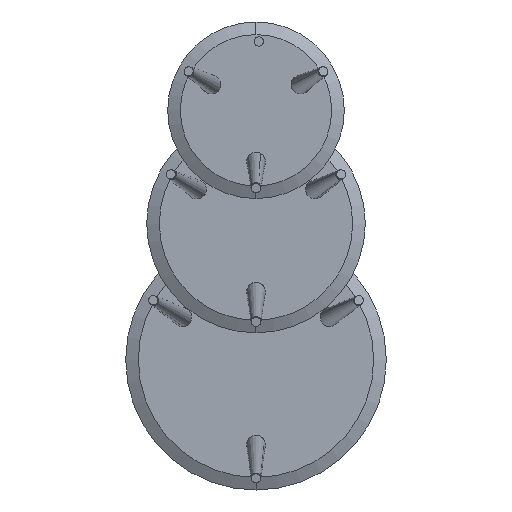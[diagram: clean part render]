
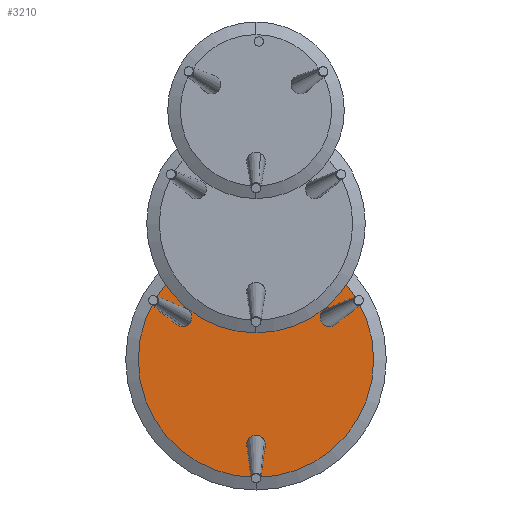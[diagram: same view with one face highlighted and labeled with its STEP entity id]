
A CAD part, front view. The second image highlights one B-rep face of the part: STEP entity #3210.
In plain terms, the highlighted planar face has unit normal (0, -1, 0).
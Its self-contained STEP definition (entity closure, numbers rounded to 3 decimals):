
#1869 = VERTEX_POINT ( 'NONE', #84555 ) ;
#2055 =( BOUNDED_CURVE ( )  B_SPLINE_CURVE ( 3, ( #72182, #130729, #128917, #17176 ),
 .UNSPECIFIED., .F., .F. ) 
 B_SPLINE_CURVE_WITH_KNOTS ( ( 4, 4 ),
 ( 0.517, 3.659 ),
 .UNSPECIFIED. ) 
 CURVE ( )  GEOMETRIC_REPRESENTATION_ITEM ( )  RATIONAL_B_SPLINE_CURVE ( ( 1., 0.333, 0.333, 1. ) ) 
 REPRESENTATION_ITEM ( '' )  );
#3210 = ADVANCED_FACE ( 'NONE', ( #90526, #19339, #63468, #118432 ), #104937, .F. ) ;
#5684 = EDGE_CURVE ( 'NONE', #113234, #45726, #55236, .T. ) ;
#8339 = VERTEX_POINT ( 'NONE', #128754 ) ;
#9341 = DIRECTION ( 'NONE',  ( 0., 0., -1. ) ) ;
#10792 = CARTESIAN_POINT ( 'NONE',  ( 45., 455., -225.694 ) ) ;
#14098 = DIRECTION ( 'NONE',  ( 0., -1., 0. ) ) ;
#17176 = CARTESIAN_POINT ( 'NONE',  ( -198.432, 455., 101.723 ) ) ;
#17612 = ORIENTED_EDGE ( 'NONE', *, *, #88885, .F. ) ;
#19339 = FACE_OUTER_BOUND ( 'NONE', #153820, .T. ) ;
#23037 = CARTESIAN_POINT ( 'NONE',  ( 0., 455., 280. ) ) ;
#26479 = CARTESIAN_POINT ( 'NONE',  ( 153.924, 455., 93.396 ) ) ;
#27317 = AXIS2_PLACEMENT_3D ( 'NONE', #159903, #91410, #9341 ) ;
#27650 = CARTESIAN_POINT ( 'NONE',  ( 0., 455., 0. ) ) ;
#38527 = CARTESIAN_POINT ( 'NONE',  ( 198.432, 455., 101.723 ) ) ;
#38638 = CARTESIAN_POINT ( 'NONE',  ( 152.91, 455., 101.124 ) ) ;
#39116 = CARTESIAN_POINT ( 'NONE',  ( 152.91, 455., 97.188 ) ) ;
#39553 = CARTESIAN_POINT ( 'NONE',  ( 198.432, 455., 101.723 ) ) ;
#41206 = CARTESIAN_POINT ( 'NONE',  ( 0., 455., 0. ) ) ;
#44370 = VERTEX_POINT ( 'NONE', #72590 ) ;
#45726 = VERTEX_POINT ( 'NONE', #52512 ) ;
#49556 = ORIENTED_EDGE ( 'NONE', *, *, #171320, .F. ) ;
#52512 = CARTESIAN_POINT ( 'NONE',  ( 0., 455., -225.694 ) ) ;
#55236 =( BOUNDED_CURVE ( )  B_SPLINE_CURVE ( 3, ( #56012, #83058, #167729, #127142 ),
 .UNSPECIFIED., .F., .F. ) 
 B_SPLINE_CURVE_WITH_KNOTS ( ( 4, 4 ),
 ( 0., 3.142 ),
 .UNSPECIFIED. ) 
 CURVE ( )  GEOMETRIC_REPRESENTATION_ITEM ( )  RATIONAL_B_SPLINE_CURVE ( ( 1., 0.333, 0.333, 1. ) ) 
 REPRESENTATION_ITEM ( '' )  );
#55851 = CARTESIAN_POINT ( 'NONE',  ( 45., 455., -180. ) ) ;
#56012 = CARTESIAN_POINT ( 'NONE',  ( 0., 455., -180. ) ) ;
#57865 = ORIENTED_EDGE ( 'NONE', *, *, #165669, .F. ) ;
#59143 = CARTESIAN_POINT ( 'NONE',  ( -170.278, 455., 65.07 ) ) ;
#63319 = CARTESIAN_POINT ( 'NONE',  ( -155.885, 455., 90. ) ) ;
#63468 = FACE_BOUND ( 'NONE', #153413, .T. ) ;
#66526 = AXIS2_PLACEMENT_3D ( 'NONE', #41206, #138546, #113228 ) ;
#66696 = CARTESIAN_POINT ( 'NONE',  ( 0., 455., -225.694 ) ) ;
#68682 = VERTEX_POINT ( 'NONE', #38638 ) ;
#69267 = CARTESIAN_POINT ( 'NONE',  ( 152.91, 455., 146.295 ) ) ;
#69347 = CARTESIAN_POINT ( 'NONE',  ( 0., 455., -180. ) ) ;
#72182 = CARTESIAN_POINT ( 'NONE',  ( -152.91, 455., 101.124 ) ) ;
#72590 = CARTESIAN_POINT ( 'NONE',  ( -152.91, 455., 101.124 ) ) ;
#78712 = ORIENTED_EDGE ( 'NONE', *, *, #105281, .F. ) ;
#83058 = CARTESIAN_POINT ( 'NONE',  ( -45., 455., -180. ) ) ;
#83525 = VERTEX_POINT ( 'NONE', #152736 ) ;
#84555 = CARTESIAN_POINT ( 'NONE',  ( 155.885, 455., 90. ) ) ;
#86836 = DIRECTION ( 'NONE',  ( 0., 0., -1. ) ) ;
#87831 = CARTESIAN_POINT ( 'NONE',  ( 0., 455., -180. ) ) ;
#88885 = EDGE_CURVE ( 'NONE', #132354, #68682, #94222, .T. ) ;
#90526 = FACE_BOUND ( 'NONE', #146454, .T. ) ;
#90923 = EDGE_CURVE ( 'NONE', #44370, #8339, #2055, .T. ) ;
#91407 = ORIENTED_EDGE ( 'NONE', *, *, #5684, .F. ) ;
#91410 = DIRECTION ( 'NONE',  ( 0., 1., 0. ) ) ;
#94107 = CARTESIAN_POINT ( 'NONE',  ( 152.91, 455., 101.124 ) ) ;
#94222 =( BOUNDED_CURVE ( )  B_SPLINE_CURVE ( 3, ( #165697, #152182, #69267, #167469 ),
 .UNSPECIFIED., .F., .F. ) 
 B_SPLINE_CURVE_WITH_KNOTS ( ( 4, 4 ),
 ( 2.625, 5.766 ),
 .UNSPECIFIED. ) 
 CURVE ( )  GEOMETRIC_REPRESENTATION_ITEM ( )  RATIONAL_B_SPLINE_CURVE ( ( 1., 0.333, 0.333, 1. ) ) 
 REPRESENTATION_ITEM ( '' )  );
#94438 = EDGE_CURVE ( 'NONE', #162963, #135548, #124187, .T. ) ;
#100797 = EDGE_CURVE ( 'NONE', #135548, #162963, #175888, .T. ) ;
#100907 = EDGE_CURVE ( 'NONE', #8339, #83525, #126806, .T. ) ;
#100982 = ORIENTED_EDGE ( 'NONE', *, *, #90923, .F. ) ;
#102141 = CARTESIAN_POINT ( 'NONE',  ( -152.91, 455., 97.188 ) ) ;
#102461 =( BOUNDED_CURVE ( )  B_SPLINE_CURVE ( 3, ( #94107, #39116, #26479, #136458 ),
 .UNSPECIFIED., .F., .F. ) 
 B_SPLINE_CURVE_WITH_KNOTS ( ( 4, 4 ),
 ( 5.766, 6.283 ),
 .UNSPECIFIED. ) 
 CURVE ( )  GEOMETRIC_REPRESENTATION_ITEM ( )  RATIONAL_B_SPLINE_CURVE ( ( 1., 0.978, 0.978, 1. ) ) 
 REPRESENTATION_ITEM ( '' )  );
#104937 = PLANE ( 'NONE',  #27317 ) ;
#105281 = EDGE_CURVE ( 'NONE', #83525, #44370, #157173, .T. ) ;
#107000 = ORIENTED_EDGE ( 'NONE', *, *, #100907, .F. ) ;
#107169 = CARTESIAN_POINT ( 'NONE',  ( 155.885, 455., 90. ) ) ;
#113228 = DIRECTION ( 'NONE',  ( 0., 0., -1. ) ) ;
#113234 = VERTEX_POINT ( 'NONE', #87831 ) ;
#115427 = AXIS2_PLACEMENT_3D ( 'NONE', #27650, #14098, #86836 ) ;
#118432 = FACE_BOUND ( 'NONE', #149527, .T. ) ;
#124047 =( BOUNDED_CURVE ( )  B_SPLINE_CURVE ( 3, ( #107169, #134230, #163018, #39553 ),
 .UNSPECIFIED., .F., .F. ) 
 B_SPLINE_CURVE_WITH_KNOTS ( ( 4, 4 ),
 ( 0., 2.625 ),
 .UNSPECIFIED. ) 
 CURVE ( )  GEOMETRIC_REPRESENTATION_ITEM ( )  RATIONAL_B_SPLINE_CURVE ( ( 1., 0.504, 0.504, 1. ) ) 
 REPRESENTATION_ITEM ( '' )  );
#124187 = CIRCLE ( 'NONE', #115427, 280. ) ;
#126806 =( BOUNDED_CURVE ( )  B_SPLINE_CURVE ( 3, ( #155577, #142075, #59143, #169114 ),
 .UNSPECIFIED., .F., .F. ) 
 B_SPLINE_CURVE_WITH_KNOTS ( ( 4, 4 ),
 ( 3.659, 6.283 ),
 .UNSPECIFIED. ) 
 CURVE ( )  GEOMETRIC_REPRESENTATION_ITEM ( )  RATIONAL_B_SPLINE_CURVE ( ( 1., 0.504, 0.504, 1. ) ) 
 REPRESENTATION_ITEM ( '' )  );
#127142 = CARTESIAN_POINT ( 'NONE',  ( 0., 455., -225.694 ) ) ;
#127521 = ORIENTED_EDGE ( 'NONE', *, *, #178007, .F. ) ;
#128754 = CARTESIAN_POINT ( 'NONE',  ( -198.432, 455., 101.723 ) ) ;
#128917 = CARTESIAN_POINT ( 'NONE',  ( -198.432, 455., 146.894 ) ) ;
#129147 = CARTESIAN_POINT ( 'NONE',  ( -153.924, 455., 93.396 ) ) ;
#130729 = CARTESIAN_POINT ( 'NONE',  ( -152.91, 455., 146.295 ) ) ;
#131990 = ORIENTED_EDGE ( 'NONE', *, *, #94438, .T. ) ;
#132354 = VERTEX_POINT ( 'NONE', #38527 ) ;
#134230 = CARTESIAN_POINT ( 'NONE',  ( 170.278, 455., 65.07 ) ) ;
#135548 = VERTEX_POINT ( 'NONE', #23037 ) ;
#136458 = CARTESIAN_POINT ( 'NONE',  ( 155.885, 455., 90. ) ) ;
#138546 = DIRECTION ( 'NONE',  ( 0., -1., 0. ) ) ;
#142075 = CARTESIAN_POINT ( 'NONE',  ( -198.432, 455., 72.827 ) ) ;
#146454 = EDGE_LOOP ( 'NONE', ( #78712, #107000, #100982 ) ) ;
#149527 = EDGE_LOOP ( 'NONE', ( #49556, #127521, #17612 ) ) ;
#152182 = CARTESIAN_POINT ( 'NONE',  ( 198.432, 455., 146.894 ) ) ;
#152736 = CARTESIAN_POINT ( 'NONE',  ( -155.885, 455., 90. ) ) ;
#153413 = EDGE_LOOP ( 'NONE', ( #91407, #57865 ) ) ;
#153820 = EDGE_LOOP ( 'NONE', ( #131990, #167683 ) ) ;
#155577 = CARTESIAN_POINT ( 'NONE',  ( -198.432, 455., 101.723 ) ) ;
#157173 =( BOUNDED_CURVE ( )  B_SPLINE_CURVE ( 3, ( #63319, #129147, #102141, #172401 ),
 .UNSPECIFIED., .F., .F. ) 
 B_SPLINE_CURVE_WITH_KNOTS ( ( 4, 4 ),
 ( 0., 0.517 ),
 .UNSPECIFIED. ) 
 CURVE ( )  GEOMETRIC_REPRESENTATION_ITEM ( )  RATIONAL_B_SPLINE_CURVE ( ( 1., 0.978, 0.978, 1. ) ) 
 REPRESENTATION_ITEM ( '' )  );
#159903 = CARTESIAN_POINT ( 'NONE',  ( 0., 455., 0. ) ) ;
#162963 = VERTEX_POINT ( 'NONE', #174790 ) ;
#163018 = CARTESIAN_POINT ( 'NONE',  ( 198.432, 455., 72.827 ) ) ;
#165669 = EDGE_CURVE ( 'NONE', #45726, #113234, #169701, .T. ) ;
#165697 = CARTESIAN_POINT ( 'NONE',  ( 198.432, 455., 101.723 ) ) ;
#167469 = CARTESIAN_POINT ( 'NONE',  ( 152.91, 455., 101.124 ) ) ;
#167683 = ORIENTED_EDGE ( 'NONE', *, *, #100797, .T. ) ;
#167729 = CARTESIAN_POINT ( 'NONE',  ( -45., 455., -225.694 ) ) ;
#169114 = CARTESIAN_POINT ( 'NONE',  ( -155.885, 455., 90. ) ) ;
#169701 =( BOUNDED_CURVE ( )  B_SPLINE_CURVE ( 3, ( #66696, #10792, #55851, #69347 ),
 .UNSPECIFIED., .F., .F. ) 
 B_SPLINE_CURVE_WITH_KNOTS ( ( 4, 4 ),
 ( 3.142, 6.283 ),
 .UNSPECIFIED. ) 
 CURVE ( )  GEOMETRIC_REPRESENTATION_ITEM ( )  RATIONAL_B_SPLINE_CURVE ( ( 1., 0.333, 0.333, 1. ) ) 
 REPRESENTATION_ITEM ( '' )  );
#171320 = EDGE_CURVE ( 'NONE', #1869, #132354, #124047, .T. ) ;
#172401 = CARTESIAN_POINT ( 'NONE',  ( -152.91, 455., 101.124 ) ) ;
#174790 = CARTESIAN_POINT ( 'NONE',  ( 0., 455., -280. ) ) ;
#175888 = CIRCLE ( 'NONE', #66526, 280. ) ;
#178007 = EDGE_CURVE ( 'NONE', #68682, #1869, #102461, .T. ) ;
